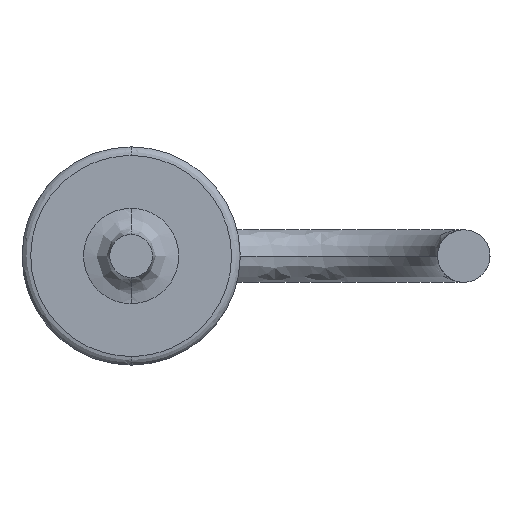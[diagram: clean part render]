
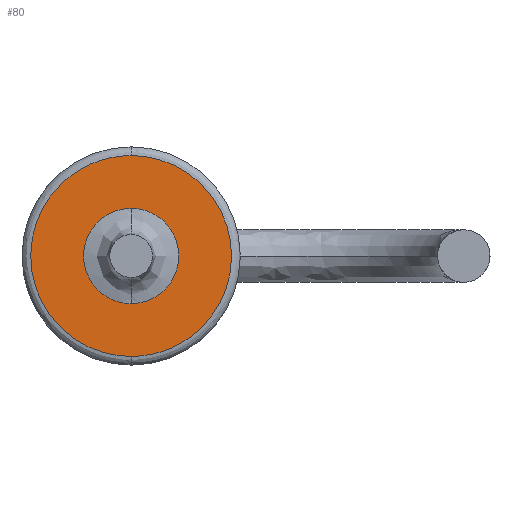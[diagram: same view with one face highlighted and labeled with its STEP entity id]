
A CAD part, front view. The second image highlights one B-rep face of the part: STEP entity #80.
In plain terms, the highlighted planar face has unit normal (0, -1, 0).
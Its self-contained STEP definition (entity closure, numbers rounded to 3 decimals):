
#80 = ADVANCED_FACE ( 'NONE', ( #992, #693 ), #1098, .F. ) ;
#177 =( BOUNDED_CURVE ( )  B_SPLINE_CURVE ( 3, ( #1273, #323, #1157, #439 ),
 .UNSPECIFIED., .F., .F. ) 
 B_SPLINE_CURVE_WITH_KNOTS ( ( 4, 4 ),
 ( 0., 1. ),
 .UNSPECIFIED. ) 
 CURVE ( )  GEOMETRIC_REPRESENTATION_ITEM ( )  RATIONAL_B_SPLINE_CURVE ( ( 1., 0.333, 0.333, 1. ) ) 
 REPRESENTATION_ITEM ( '' )  );
#185 = EDGE_LOOP ( 'NONE', ( #488, #1005 ) ) ;
#221 = CARTESIAN_POINT ( 'NONE',  ( 0., 0., -1.15 ) ) ;
#227 = EDGE_CURVE ( 'NONE', #657, #1282, #668, .T. ) ;
#248 = DIRECTION ( 'NONE',  ( 0., 0., 1. ) ) ;
#303 = EDGE_CURVE ( 'NONE', #1282, #657, #812, .T. ) ;
#323 = CARTESIAN_POINT ( 'NONE',  ( -1.091, 0., 0.545 ) ) ;
#363 = DIRECTION ( 'NONE',  ( 0., 1., 0. ) ) ;
#431 = CARTESIAN_POINT ( 'NONE',  ( 1.091, 0., -0.545 ) ) ;
#439 = CARTESIAN_POINT ( 'NONE',  ( 0., 0., -0.545 ) ) ;
#485 = CARTESIAN_POINT ( 'NONE',  ( 0., 0., -0.545 ) ) ;
#488 = ORIENTED_EDGE ( 'NONE', *, *, #303, .F. ) ;
#529 = EDGE_CURVE ( 'NONE', #936, #1528, #177, .T. ) ;
#557 =( BOUNDED_CURVE ( )  B_SPLINE_CURVE ( 3, ( #881, #431, #1380, #658 ),
 .UNSPECIFIED., .F., .T. ) 
 B_SPLINE_CURVE_WITH_KNOTS ( ( 4, 4 ),
 ( 0., 1. ),
 .UNSPECIFIED. ) 
 CURVE ( )  GEOMETRIC_REPRESENTATION_ITEM ( )  RATIONAL_B_SPLINE_CURVE ( ( 1., 0.333, 0.333, 1. ) ) 
 REPRESENTATION_ITEM ( '' )  );
#564 = CARTESIAN_POINT ( 'NONE',  ( 0., 0., -1.15 ) ) ;
#570 = CARTESIAN_POINT ( 'NONE',  ( 0., 0., 1.15 ) ) ;
#572 = CARTESIAN_POINT ( 'NONE',  ( 0., 0., 1.15 ) ) ;
#657 = VERTEX_POINT ( 'NONE', #570 ) ;
#658 = CARTESIAN_POINT ( 'NONE',  ( 0., 0., 0.545 ) ) ;
#668 =( BOUNDED_CURVE ( )  B_SPLINE_CURVE ( 3, ( #1071, #799, #931, #564 ),
 .UNSPECIFIED., .F., .F. ) 
 B_SPLINE_CURVE_WITH_KNOTS ( ( 4, 4 ),
 ( 0., 1. ),
 .UNSPECIFIED. ) 
 CURVE ( )  GEOMETRIC_REPRESENTATION_ITEM ( )  RATIONAL_B_SPLINE_CURVE ( ( 1., 0.333, 0.333, 1. ) ) 
 REPRESENTATION_ITEM ( '' )  );
#693 = FACE_BOUND ( 'NONE', #796, .T. ) ;
#733 = ORIENTED_EDGE ( 'NONE', *, *, #529, .F. ) ;
#796 = EDGE_LOOP ( 'NONE', ( #733, #1492 ) ) ;
#799 = CARTESIAN_POINT ( 'NONE',  ( 2.3, 0., 1.15 ) ) ;
#812 =( BOUNDED_CURVE ( )  B_SPLINE_CURVE ( 3, ( #221, #1199, #1413, #572 ),
 .UNSPECIFIED., .F., .T. ) 
 B_SPLINE_CURVE_WITH_KNOTS ( ( 4, 4 ),
 ( 0., 1. ),
 .UNSPECIFIED. ) 
 CURVE ( )  GEOMETRIC_REPRESENTATION_ITEM ( )  RATIONAL_B_SPLINE_CURVE ( ( 1., 0.333, 0.333, 1. ) ) 
 REPRESENTATION_ITEM ( '' )  );
#881 = CARTESIAN_POINT ( 'NONE',  ( 0., 0., -0.545 ) ) ;
#931 = CARTESIAN_POINT ( 'NONE',  ( 2.3, 0., -1.15 ) ) ;
#936 = VERTEX_POINT ( 'NONE', #1357 ) ;
#992 = FACE_OUTER_BOUND ( 'NONE', #185, .T. ) ;
#1005 = ORIENTED_EDGE ( 'NONE', *, *, #227, .F. ) ;
#1062 = AXIS2_PLACEMENT_3D ( 'NONE', #1423, #363, #248 ) ;
#1071 = CARTESIAN_POINT ( 'NONE',  ( 0., 0., 1.15 ) ) ;
#1098 = PLANE ( 'NONE',  #1062 ) ;
#1127 = EDGE_CURVE ( 'NONE', #1528, #936, #557, .T. ) ;
#1157 = CARTESIAN_POINT ( 'NONE',  ( -1.091, 0., -0.545 ) ) ;
#1199 = CARTESIAN_POINT ( 'NONE',  ( -2.3, 0., -1.15 ) ) ;
#1257 = CARTESIAN_POINT ( 'NONE',  ( 0., 0., -1.15 ) ) ;
#1273 = CARTESIAN_POINT ( 'NONE',  ( 0., 0., 0.545 ) ) ;
#1282 = VERTEX_POINT ( 'NONE', #1257 ) ;
#1357 = CARTESIAN_POINT ( 'NONE',  ( 0., 0., 0.545 ) ) ;
#1380 = CARTESIAN_POINT ( 'NONE',  ( 1.091, 0., 0.545 ) ) ;
#1413 = CARTESIAN_POINT ( 'NONE',  ( -2.3, 0., 1.15 ) ) ;
#1423 = CARTESIAN_POINT ( 'NONE',  ( 0., 0., 0. ) ) ;
#1492 = ORIENTED_EDGE ( 'NONE', *, *, #1127, .F. ) ;
#1528 = VERTEX_POINT ( 'NONE', #485 ) ;
